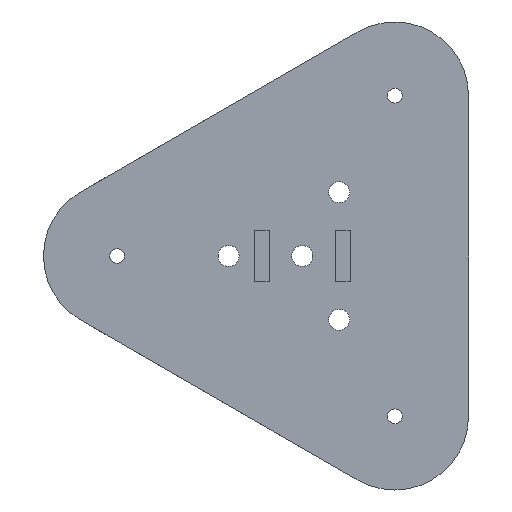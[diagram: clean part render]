
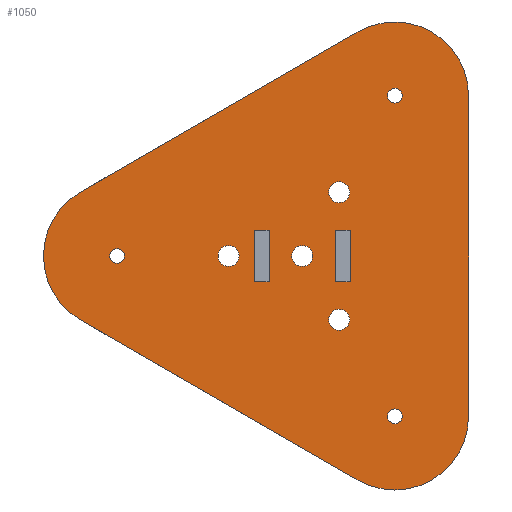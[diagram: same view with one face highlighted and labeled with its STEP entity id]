
A CAD part, left-side view. The second image highlights one B-rep face of the part: STEP entity #1050.
In plain terms, the highlighted planar face has unit normal (-1, 0, 0).
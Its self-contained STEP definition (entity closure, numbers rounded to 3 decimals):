
#41=FACE_BOUND('',#231,.T.);
#42=FACE_BOUND('',#232,.T.);
#43=FACE_BOUND('',#233,.T.);
#44=FACE_BOUND('',#234,.T.);
#45=FACE_BOUND('',#235,.T.);
#46=FACE_BOUND('',#236,.T.);
#47=FACE_BOUND('',#237,.T.);
#48=FACE_BOUND('',#238,.T.);
#49=FACE_BOUND('',#239,.T.);
#67=PLANE('',#1181);
#152=FACE_OUTER_BOUND('',#230,.T.);
#230=EDGE_LOOP('',(#941,#942,#943,#944,#945,#946));
#231=EDGE_LOOP('',(#947));
#232=EDGE_LOOP('',(#948));
#233=EDGE_LOOP('',(#949));
#234=EDGE_LOOP('',(#950,#951,#952,#953));
#235=EDGE_LOOP('',(#954,#955,#956,#957));
#236=EDGE_LOOP('',(#958));
#237=EDGE_LOOP('',(#959));
#238=EDGE_LOOP('',(#960));
#239=EDGE_LOOP('',(#961));
#305=CIRCLE('',#1140,10.);
#306=CIRCLE('',#1143,10.);
#309=CIRCLE('',#1153,1.425);
#310=CIRCLE('',#1155,1.425);
#311=CIRCLE('',#1157,1.425);
#312=CIRCLE('',#1159,1.425);
#313=CIRCLE('',#1171,1.);
#314=CIRCLE('',#1173,1.);
#315=CIRCLE('',#1175,1.);
#316=CIRCLE('',#1179,10.);
#341=LINE('',#1967,#398);
#346=LINE('',#1999,#403);
#350=LINE('',#2007,#407);
#353=LINE('',#2013,#410);
#356=LINE('',#2018,#413);
#358=LINE('',#2024,#415);
#362=LINE('',#2032,#419);
#365=LINE('',#2038,#422);
#368=LINE('',#2043,#425);
#370=LINE('',#2057,#427);
#373=LINE('',#2062,#430);
#398=VECTOR('',#1386,43.518);
#403=VECTOR('',#1429,2.);
#407=VECTOR('',#1435,7.);
#410=VECTOR('',#1440,2.);
#413=VECTOR('',#1445,7.);
#415=VECTOR('',#1451,2.);
#419=VECTOR('',#1457,7.);
#422=VECTOR('',#1462,2.);
#425=VECTOR('',#1467,7.);
#427=VECTOR('',#1485,43.518);
#430=VECTOR('',#1490,43.518);
#494=VERTEX_POINT('',#1959);
#495=VERTEX_POINT('',#1961);
#496=VERTEX_POINT('',#1965);
#497=VERTEX_POINT('',#1969);
#499=VERTEX_POINT('',#1985);
#500=VERTEX_POINT('',#1988);
#501=VERTEX_POINT('',#1991);
#502=VERTEX_POINT('',#1994);
#503=VERTEX_POINT('',#1997);
#504=VERTEX_POINT('',#1998);
#507=VERTEX_POINT('',#2006);
#509=VERTEX_POINT('',#2012);
#511=VERTEX_POINT('',#2022);
#512=VERTEX_POINT('',#2023);
#515=VERTEX_POINT('',#2031);
#517=VERTEX_POINT('',#2037);
#519=VERTEX_POINT('',#2047);
#520=VERTEX_POINT('',#2050);
#521=VERTEX_POINT('',#2053);
#522=VERTEX_POINT('',#2056);
#523=VERTEX_POINT('',#2060);
#622=EDGE_CURVE('',#495,#494,#305,.T.);
#625=EDGE_CURVE('',#494,#496,#341,.T.);
#627=EDGE_CURVE('',#496,#497,#306,.T.);
#634=EDGE_CURVE('',#499,#499,#309,.T.);
#635=EDGE_CURVE('',#500,#500,#310,.T.);
#636=EDGE_CURVE('',#501,#501,#311,.T.);
#637=EDGE_CURVE('',#502,#502,#312,.T.);
#638=EDGE_CURVE('',#503,#504,#346,.T.);
#642=EDGE_CURVE('',#507,#503,#350,.T.);
#645=EDGE_CURVE('',#509,#507,#353,.T.);
#648=EDGE_CURVE('',#504,#509,#356,.T.);
#650=EDGE_CURVE('',#511,#512,#358,.T.);
#654=EDGE_CURVE('',#515,#511,#362,.T.);
#657=EDGE_CURVE('',#517,#515,#365,.T.);
#660=EDGE_CURVE('',#512,#517,#368,.T.);
#662=EDGE_CURVE('',#519,#519,#313,.T.);
#663=EDGE_CURVE('',#520,#520,#314,.T.);
#664=EDGE_CURVE('',#521,#521,#315,.T.);
#665=EDGE_CURVE('',#522,#495,#370,.T.);
#668=EDGE_CURVE('',#497,#523,#373,.T.);
#669=EDGE_CURVE('',#523,#522,#316,.T.);
#941=ORIENTED_EDGE('',*,*,#627,.T.);
#942=ORIENTED_EDGE('',*,*,#668,.T.);
#943=ORIENTED_EDGE('',*,*,#669,.T.);
#944=ORIENTED_EDGE('',*,*,#665,.T.);
#945=ORIENTED_EDGE('',*,*,#622,.T.);
#946=ORIENTED_EDGE('',*,*,#625,.T.);
#947=ORIENTED_EDGE('',*,*,#635,.T.);
#948=ORIENTED_EDGE('',*,*,#636,.T.);
#949=ORIENTED_EDGE('',*,*,#637,.T.);
#950=ORIENTED_EDGE('',*,*,#638,.T.);
#951=ORIENTED_EDGE('',*,*,#648,.T.);
#952=ORIENTED_EDGE('',*,*,#645,.T.);
#953=ORIENTED_EDGE('',*,*,#642,.T.);
#954=ORIENTED_EDGE('',*,*,#650,.T.);
#955=ORIENTED_EDGE('',*,*,#660,.T.);
#956=ORIENTED_EDGE('',*,*,#657,.T.);
#957=ORIENTED_EDGE('',*,*,#654,.T.);
#958=ORIENTED_EDGE('',*,*,#662,.T.);
#959=ORIENTED_EDGE('',*,*,#663,.T.);
#960=ORIENTED_EDGE('',*,*,#664,.T.);
#961=ORIENTED_EDGE('',*,*,#634,.T.);
#1050=ADVANCED_FACE('',(#152,#41,#42,#43,#44,#45,#46,#47,#48,#49),#67,.F.);
#1140=AXIS2_PLACEMENT_3D('',#1962,#1380,#1381);
#1143=AXIS2_PLACEMENT_3D('',#1971,#1390,#1391);
#1153=AXIS2_PLACEMENT_3D('',#1986,#1413,#1414);
#1155=AXIS2_PLACEMENT_3D('',#1989,#1417,#1418);
#1157=AXIS2_PLACEMENT_3D('',#1992,#1421,#1422);
#1159=AXIS2_PLACEMENT_3D('',#1995,#1425,#1426);
#1171=AXIS2_PLACEMENT_3D('',#2048,#1473,#1474);
#1173=AXIS2_PLACEMENT_3D('',#2051,#1477,#1478);
#1175=AXIS2_PLACEMENT_3D('',#2054,#1481,#1482);
#1179=AXIS2_PLACEMENT_3D('',#2064,#1493,#1494);
#1181=AXIS2_PLACEMENT_3D('',#2066,#1497,#1498);
#1380=DIRECTION('center_axis',(-1.,0.,0.));
#1381=DIRECTION('ref_axis',(0.,1.,0.));
#1386=DIRECTION('',(0.,0.866,-0.5));
#1390=DIRECTION('center_axis',(-1.,0.,0.));
#1391=DIRECTION('ref_axis',(0.,1.,0.));
#1413=DIRECTION('center_axis',(1.,0.,0.));
#1414=DIRECTION('ref_axis',(0.,-1.,0.));
#1417=DIRECTION('center_axis',(1.,0.,0.));
#1418=DIRECTION('ref_axis',(0.,0.,1.));
#1421=DIRECTION('center_axis',(1.,0.,0.));
#1422=DIRECTION('ref_axis',(0.,0.,1.));
#1425=DIRECTION('center_axis',(1.,0.,0.));
#1426=DIRECTION('ref_axis',(0.,0.,1.));
#1429=DIRECTION('',(0.,1.,0.));
#1435=DIRECTION('',(0.,0.,-1.));
#1440=DIRECTION('',(0.,-1.,0.));
#1445=DIRECTION('',(0.,0.,1.));
#1451=DIRECTION('',(0.,1.,0.));
#1457=DIRECTION('',(0.,0.,-1.));
#1462=DIRECTION('',(0.,-1.,0.));
#1467=DIRECTION('',(0.,0.,1.));
#1473=DIRECTION('center_axis',(1.,0.,0.));
#1474=DIRECTION('ref_axis',(0.,0.,-1.));
#1477=DIRECTION('center_axis',(1.,0.,0.));
#1478=DIRECTION('ref_axis',(0.,0.,-1.));
#1481=DIRECTION('center_axis',(1.,0.,0.));
#1482=DIRECTION('ref_axis',(0.,0.,-1.));
#1485=DIRECTION('',(0.,0.,1.));
#1490=DIRECTION('',(0.,-0.866,-0.5));
#1493=DIRECTION('center_axis',(-1.,0.,0.));
#1494=DIRECTION('ref_axis',(0.,1.,0.));
#1497=DIRECTION('center_axis',(1.,0.,0.));
#1498=DIRECTION('ref_axis',(0.,0.,-1.));
#1959=CARTESIAN_POINT('',(-5.,-7.563,30.419));
#1961=CARTESIAN_POINT('',(-5.,-22.563,21.759));
#1962=CARTESIAN_POINT('Origin',(-5.,-12.563,21.759));
#1965=CARTESIAN_POINT('',(-5.,30.125,8.66));
#1967=CARTESIAN_POINT('',(-5.,30.125,8.66));
#1969=CARTESIAN_POINT('',(-5.,30.125,-8.66));
#1971=CARTESIAN_POINT('Origin',(-5.,25.125,0.));
#1985=CARTESIAN_POINT('',(-5.,1.425,0.));
#1986=CARTESIAN_POINT('Origin',(-5.,0.,0.));
#1988=CARTESIAN_POINT('',(-5.,-5.,-10.085));
#1989=CARTESIAN_POINT('Origin',(-5.,-5.,-8.66));
#1991=CARTESIAN_POINT('',(-5.,-5.,7.235));
#1992=CARTESIAN_POINT('Origin',(-5.,-5.,8.66));
#1994=CARTESIAN_POINT('',(-5.,10.,-1.425));
#1995=CARTESIAN_POINT('Origin',(-5.,10.,0.));
#1997=CARTESIAN_POINT('',(-5.,4.5,-3.5));
#1998=CARTESIAN_POINT('',(-5.,6.5,-3.5));
#1999=CARTESIAN_POINT('',(-5.,14.812,-3.5));
#2006=CARTESIAN_POINT('',(-5.,4.5,3.5));
#2007=CARTESIAN_POINT('',(-5.,4.5,1.75));
#2012=CARTESIAN_POINT('',(-5.,6.5,3.5));
#2013=CARTESIAN_POINT('',(-5.,15.812,3.5));
#2018=CARTESIAN_POINT('',(-5.,6.5,-1.75));
#2022=CARTESIAN_POINT('',(-5.,-6.5,-3.5));
#2023=CARTESIAN_POINT('',(-5.,-4.5,-3.5));
#2024=CARTESIAN_POINT('',(-5.,9.312,-3.5));
#2031=CARTESIAN_POINT('',(-5.,-6.5,3.5));
#2032=CARTESIAN_POINT('',(-5.,-6.5,1.75));
#2037=CARTESIAN_POINT('',(-5.,-4.5,3.5));
#2038=CARTESIAN_POINT('',(-5.,10.312,3.5));
#2043=CARTESIAN_POINT('',(-5.,-4.5,-1.75));
#2047=CARTESIAN_POINT('',(-5.,-12.563,22.759));
#2048=CARTESIAN_POINT('Origin',(-5.,-12.563,21.759));
#2050=CARTESIAN_POINT('',(-5.,25.125,1.));
#2051=CARTESIAN_POINT('Origin',(-5.,25.125,0.));
#2053=CARTESIAN_POINT('',(-5.,-12.563,-20.759));
#2054=CARTESIAN_POINT('Origin',(-5.,-12.563,-21.759));
#2056=CARTESIAN_POINT('',(-5.,-22.563,-21.759));
#2057=CARTESIAN_POINT('',(-5.,-22.563,21.759));
#2060=CARTESIAN_POINT('',(-5.,-7.563,-30.419));
#2062=CARTESIAN_POINT('',(-5.,-7.563,-30.419));
#2064=CARTESIAN_POINT('Origin',(-5.,-12.563,-21.759));
#2066=CARTESIAN_POINT('Origin',(-5.,25.125,0.));
